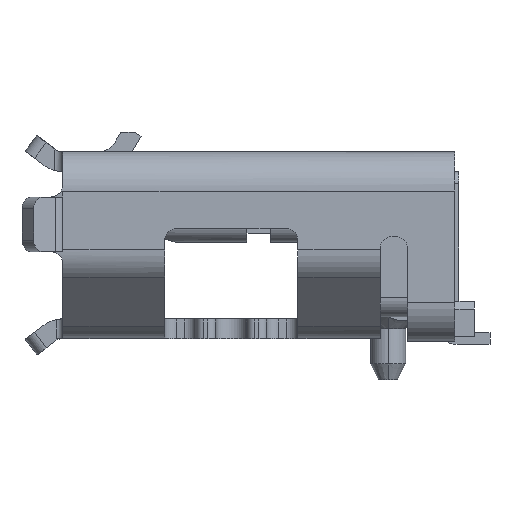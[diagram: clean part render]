
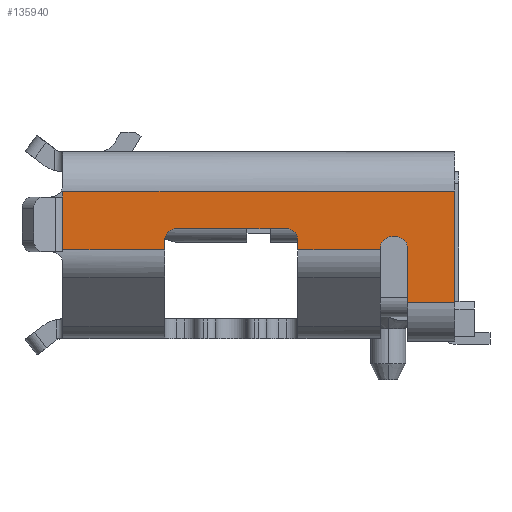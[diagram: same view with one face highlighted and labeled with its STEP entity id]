
A CAD part, left-side view. The second image highlights one B-rep face of the part: STEP entity #135940.
In plain terms, the highlighted face is planar.
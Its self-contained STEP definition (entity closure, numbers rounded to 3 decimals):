
#121020=CARTESIAN_POINT('',(3.7,0.9,0.05));
#121030=VERTEX_POINT('',#121020);
#121060=CARTESIAN_POINT('',(3.7,0.75,0.05));
#121070=DIRECTION('',(-1.,0.,0.));
#121080=DIRECTION('',(0.,1.,0.));
#121090=AXIS2_PLACEMENT_3D('',#121060,#121070,#121080);
#121100=CIRCLE('',#121090,0.15);
#121110=CARTESIAN_POINT('',(3.7,0.75,-0.1));
#121120=VERTEX_POINT('',#121110);
#121130=EDGE_CURVE('',#121030,#121120,#121100,.T.);
#121310=CARTESIAN_POINT('',(3.7,0.7,-0.1));
#121320=DIRECTION('',(0.,1.,0.));
#121330=VECTOR('',#121320,0.05);
#121340=LINE('',#121310,#121330);
#121350=CARTESIAN_POINT('',(3.7,0.7,-0.1));
#121360=VERTEX_POINT('',#121350);
#121370=EDGE_CURVE('',#121360,#121120,#121340,.T.);
#121530=CARTESIAN_POINT('',(3.7,0.7,0.05));
#121540=DIRECTION('',(-1.,0.,0.));
#121550=DIRECTION('',(0.,0.,-1.));
#121560=AXIS2_PLACEMENT_3D('',#121530,#121540,#121550);
#121570=CIRCLE('',#121560,0.15);
#121580=CARTESIAN_POINT('',(3.7,0.55,0.05));
#121590=VERTEX_POINT('',#121580);
#121600=EDGE_CURVE('',#121360,#121590,#121570,.T.);
#121780=CARTESIAN_POINT('',(3.7,0.55,0.05));
#121790=DIRECTION('',(0.,0.,1.));
#121800=VECTOR('',#121790,0.69);
#121810=LINE('',#121780,#121800);
#121820=CARTESIAN_POINT('',(3.7,0.55,0.74));
#121830=VERTEX_POINT('',#121820);
#121840=EDGE_CURVE('',#121590,#121830,#121810,.T.);
#132120=CARTESIAN_POINT('',(3.7,3.65,-0.05));
#132130=VERTEX_POINT('',#132120);
#132160=CARTESIAN_POINT('',(3.7,3.5,-0.05));
#132170=DIRECTION('',(-1.,0.,0.));
#132180=DIRECTION('',(0.,1.,0.));
#132190=AXIS2_PLACEMENT_3D('',#132160,#132170,#132180);
#132200=CIRCLE('',#132190,0.15);
#132210=CARTESIAN_POINT('',(3.7,3.5,-0.2));
#132220=VERTEX_POINT('',#132210);
#132230=EDGE_CURVE('',#132130,#132220,#132200,.T.);
#134240=CARTESIAN_POINT('',(3.7,4.95,-0.605));
#134250=DIRECTION('',(0.,0.,-1.));
#134260=VECTOR('',#134250,0.075);
#134270=LINE('',#134240,#134260);
#134280=CARTESIAN_POINT('',(3.7,4.95,-0.605));
#134290=VERTEX_POINT('',#134280);
#134300=CARTESIAN_POINT('',(3.7,4.95,-0.68));
#134310=VERTEX_POINT('',#134300);
#134320=EDGE_CURVE('',#134290,#134310,#134270,.T.);
#134570=CARTESIAN_POINT('',(3.7,4.95,-0.68));
#134580=DIRECTION('',(0.,-1.,0.));
#134590=VECTOR('',#134580,1.);
#134600=LINE('',#134570,#134590);
#134610=CARTESIAN_POINT('',(3.7,-0.05,-0.68));
#134620=VERTEX_POINT('',#134610);
#134630=EDGE_CURVE('',#134310,#134620,#134600,.T.);
#135050=CARTESIAN_POINT('',(3.7,4.95,0.069));
#135060=DIRECTION('',(-1.,-0.,-0.));
#135070=DIRECTION('',(0.,0.,-1.));
#135080=AXIS2_PLACEMENT_3D('',#135050,#135060,#135070);
#135090=PLANE('',#135080);
#135100=CARTESIAN_POINT('',(3.7,4.95,0.01));
#135110=DIRECTION('',(0.,0.,-1.));
#135120=VECTOR('',#135110,1.);
#135130=LINE('',#135100,#135120);
#135140=CARTESIAN_POINT('',(3.7,4.95,0.069));
#135150=VERTEX_POINT('',#135140);
#135160=EDGE_CURVE('',#135150,#134290,#135130,.T.);
#135170=ORIENTED_EDGE('',*,*,#135160,.F.);
#135180=ORIENTED_EDGE('',*,*,#134320,.F.);
#135190=ORIENTED_EDGE('',*,*,#134630,.F.);
#135200=CARTESIAN_POINT('',(3.7,-0.05,0.74));
#135210=DIRECTION('',(0.,0.,-1.));
#135220=VECTOR('',#135210,1.42);
#135230=LINE('',#135200,#135220);
#135240=CARTESIAN_POINT('',(3.7,-0.05,0.74));
#135250=VERTEX_POINT('',#135240);
#135260=EDGE_CURVE('',#135250,#134620,#135230,.T.);
#135270=ORIENTED_EDGE('',*,*,#135260,.T.);
#135280=CARTESIAN_POINT('',(3.7,-0.05,0.74));
#135290=DIRECTION('',(0.,1.,0.));
#135300=VECTOR('',#135290,0.6);
#135310=LINE('',#135280,#135300);
#135320=EDGE_CURVE('',#135250,#121830,#135310,.T.);
#135330=ORIENTED_EDGE('',*,*,#135320,.F.);
#135340=ORIENTED_EDGE('',*,*,#121840,.T.);
#135350=ORIENTED_EDGE('',*,*,#121600,.T.);
#135360=ORIENTED_EDGE('',*,*,#121370,.F.);
#135370=ORIENTED_EDGE('',*,*,#121130,.T.);
#135380=CARTESIAN_POINT('',(3.7,0.9,0.069));
#135390=DIRECTION('',(0.,0.,-1.));
#135400=VECTOR('',#135390,0.019);
#135410=LINE('',#135380,#135400);
#135420=CARTESIAN_POINT('',(3.7,0.9,0.069));
#135430=VERTEX_POINT('',#135420);
#135440=EDGE_CURVE('',#135430,#121030,#135410,.T.);
#135450=ORIENTED_EDGE('',*,*,#135440,.T.);
#135460=CARTESIAN_POINT('',(3.7,4.95,0.069));
#135470=DIRECTION('',(0.,-1.,0.));
#135480=VECTOR('',#135470,1.);
#135490=LINE('',#135460,#135480);
#135500=CARTESIAN_POINT('',(3.7,1.95,0.069));
#135510=VERTEX_POINT('',#135500);
#135520=EDGE_CURVE('',#135510,#135430,#135490,.T.);
#135530=ORIENTED_EDGE('',*,*,#135520,.T.);
#135540=CARTESIAN_POINT('',(3.7,1.95,0.069));
#135550=DIRECTION('',(0.,0.,-1.));
#135560=VECTOR('',#135550,0.119);
#135570=LINE('',#135540,#135560);
#135580=CARTESIAN_POINT('',(3.7,1.95,-0.05));
#135590=VERTEX_POINT('',#135580);
#135600=EDGE_CURVE('',#135510,#135590,#135570,.T.);
#135610=ORIENTED_EDGE('',*,*,#135600,.F.);
#135620=CARTESIAN_POINT('',(3.7,2.1,-0.05));
#135630=DIRECTION('',(-1.,0.,0.));
#135640=DIRECTION('',(0.,0.,-1.));
#135650=AXIS2_PLACEMENT_3D('',#135620,#135630,#135640);
#135660=CIRCLE('',#135650,0.15);
#135670=CARTESIAN_POINT('',(3.7,2.1,-0.2));
#135680=VERTEX_POINT('',#135670);
#135690=EDGE_CURVE('',#135680,#135590,#135660,.T.);
#135700=ORIENTED_EDGE('',*,*,#135690,.T.);
#135710=CARTESIAN_POINT('',(3.7,4.95,-0.2));
#135720=DIRECTION('',(0.,1.,0.));
#135730=VECTOR('',#135720,1.);
#135740=LINE('',#135710,#135730);
#135750=EDGE_CURVE('',#135680,#132220,#135740,.T.);
#135760=ORIENTED_EDGE('',*,*,#135750,.F.);
#135770=ORIENTED_EDGE('',*,*,#132230,.T.);
#135780=CARTESIAN_POINT('',(3.7,3.65,0.069));
#135790=DIRECTION('',(0.,0.,-1.));
#135800=VECTOR('',#135790,0.119);
#135810=LINE('',#135780,#135800);
#135820=CARTESIAN_POINT('',(3.7,3.65,0.069));
#135830=VERTEX_POINT('',#135820);
#135840=EDGE_CURVE('',#135830,#132130,#135810,.T.);
#135850=ORIENTED_EDGE('',*,*,#135840,.T.);
#135860=CARTESIAN_POINT('',(3.7,4.95,0.069));
#135870=DIRECTION('',(0.,-1.,0.));
#135880=VECTOR('',#135870,1.);
#135890=LINE('',#135860,#135880);
#135900=EDGE_CURVE('',#135150,#135830,#135890,.T.);
#135910=ORIENTED_EDGE('',*,*,#135900,.T.);
#135920=EDGE_LOOP('',(#135910,#135850,#135770,#135760,#135700,#135610,
#135530,#135450,#135370,#135360,#135350,#135340,#135330,#135270,#135190,
#135180,#135170));
#135930=FACE_OUTER_BOUND('',#135920,.T.);
#135940=ADVANCED_FACE('',(#135930),#135090,.F.);
